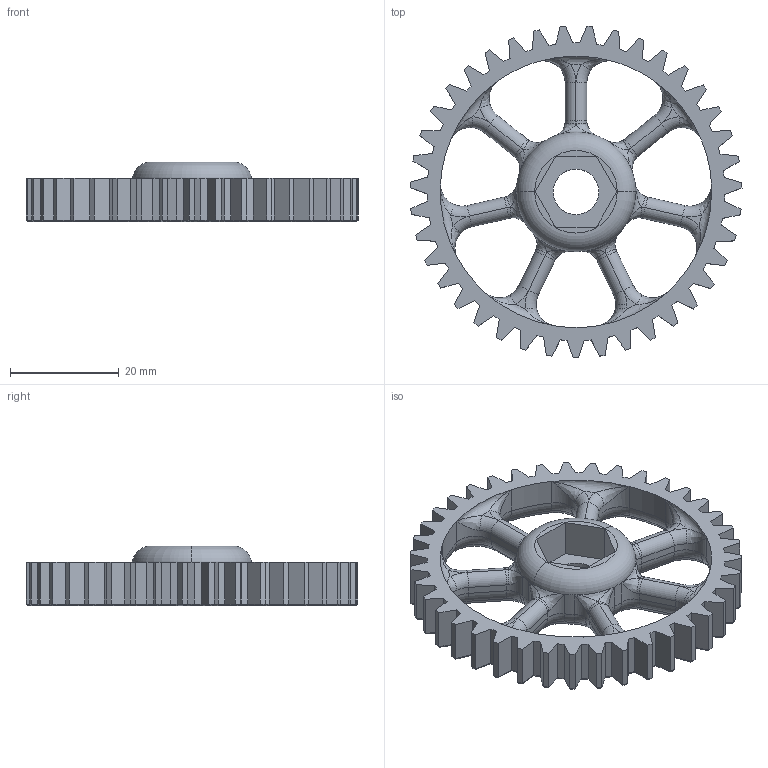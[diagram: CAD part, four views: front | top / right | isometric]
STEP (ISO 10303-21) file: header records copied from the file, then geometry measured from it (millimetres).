
FILE_DESCRIPTION (( 'STEP AP203' ), '1' );
FILE_NAME ('EckstruderBigGearx1.STEP', '2012-07-31T21:08:10', ( '' ), ( '' ), 'SwSTEP 2.0', 'SolidWorks 2012', '' );
FILE_SCHEMA (( 'CONFIG_CONTROL_DESIGN' ));
Length unit declared in the file: millimetre
Products named in the file (1): EckstruderBigGearx1
Bounding box: 61.14 x 61.09 x 11 mm (x, y, z)
Volume: 10552.1 mm3; surface area: 8149.1 mm2
Topology: 1 solids, 1 shells, 620 faces, 1495 edges, 851 vertices
Faces by surface type: plane 364, torus 95, cylinder 78, cone 48, bspline 35
Entity records: 19791 total; most frequent: CARTESIAN_POINT 5555, DIRECTION 2965, ORIENTED_EDGE 2948, EDGE_CURVE 1474, AXIS2_PLACEMENT_3D 989, VECTOR 987, LINE 987, VERTEX_POINT 851
